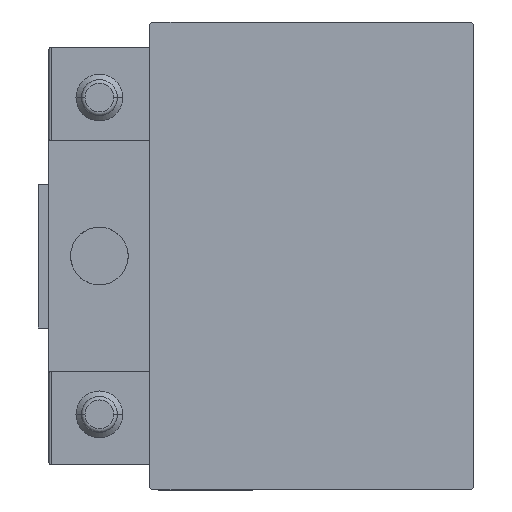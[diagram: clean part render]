
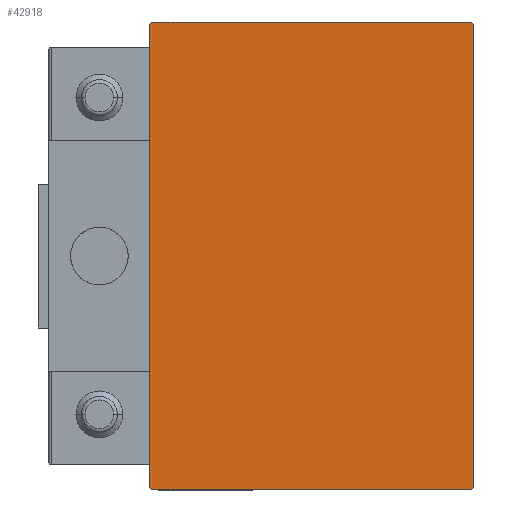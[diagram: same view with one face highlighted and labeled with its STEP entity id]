
A CAD part, left-side view. The second image highlights one B-rep face of the part: STEP entity #42918.
In plain terms, the highlighted face is planar.
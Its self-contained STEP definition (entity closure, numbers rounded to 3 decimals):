
#581 = LINE ( 'NONE', #24174, #43585 ) ;
#747 = CARTESIAN_POINT ( 'NONE',  ( 70., -22.5, 32.5 ) ) ;
#905 = CARTESIAN_POINT ( 'NONE',  ( 70., 22.5, 32.2 ) ) ;
#1315 = LINE ( 'NONE', #27214, #31940 ) ;
#2718 = EDGE_CURVE ( 'NONE', #27700, #7894, #19598, .T. ) ;
#3062 = VERTEX_POINT ( 'NONE', #48699 ) ;
#3370 = ORIENTED_EDGE ( 'NONE', *, *, #9439, .T. ) ;
#4145 = DIRECTION ( 'NONE',  ( 0., 0.707, -0.707 ) ) ;
#4642 = VERTEX_POINT ( 'NONE', #30280 ) ;
#4656 = EDGE_CURVE ( 'NONE', #7894, #28259, #26521, .T. ) ;
#5184 = VECTOR ( 'NONE', #4145, 1000. ) ;
#6199 = VERTEX_POINT ( 'NONE', #15581 ) ;
#7042 = DIRECTION ( 'NONE',  ( 0., 0., 1. ) ) ;
#7894 = VERTEX_POINT ( 'NONE', #31614 ) ;
#7904 = LINE ( 'NONE', #23241, #5184 ) ;
#8025 = CARTESIAN_POINT ( 'NONE',  ( 70., 22.5, -32.5 ) ) ;
#9384 = EDGE_CURVE ( 'NONE', #17394, #27700, #37951, .T. ) ;
#9439 = EDGE_CURVE ( 'NONE', #4642, #6199, #35892, .T. ) ;
#12286 = DIRECTION ( 'NONE',  ( 0., 0., -1. ) ) ;
#12368 = DIRECTION ( 'NONE',  ( 0., -0.707, -0.707 ) ) ;
#14008 = VECTOR ( 'NONE', #42190, 1000. ) ;
#14059 = EDGE_LOOP ( 'NONE', ( #30117, #22905, #40781, #16991, #35429, #38232, #3370, #39912 ) ) ;
#14530 = EDGE_CURVE ( 'NONE', #27404, #17394, #1315, .T. ) ;
#15202 = DIRECTION ( 'NONE',  ( 0., -1., 0. ) ) ;
#15581 = CARTESIAN_POINT ( 'NONE',  ( 70., -22.5, -32.2 ) ) ;
#16561 = FACE_OUTER_BOUND ( 'NONE', #14059, .T. ) ;
#16991 = ORIENTED_EDGE ( 'NONE', *, *, #2718, .T. ) ;
#17394 = VERTEX_POINT ( 'NONE', #18422 ) ;
#18422 = CARTESIAN_POINT ( 'NONE',  ( 70., 22.5, -32.2 ) ) ;
#19598 = LINE ( 'NONE', #31385, #14008 ) ;
#20556 = VECTOR ( 'NONE', #12286, 1000. ) ;
#21472 = LINE ( 'NONE', #36783, #39730 ) ;
#22905 = ORIENTED_EDGE ( 'NONE', *, *, #14530, .T. ) ;
#23241 = CARTESIAN_POINT ( 'NONE',  ( 70., -27.35, -27.35 ) ) ;
#23928 = EDGE_CURVE ( 'NONE', #28259, #4642, #581, .T. ) ;
#24106 = DIRECTION ( 'NONE',  ( 1., 0., 0. ) ) ;
#24174 = CARTESIAN_POINT ( 'NONE',  ( 70., -27.35, 27.35 ) ) ;
#25462 = AXIS2_PLACEMENT_3D ( 'NONE', #31648, #24106, #46966 ) ;
#26521 = LINE ( 'NONE', #49635, #42055 ) ;
#27214 = CARTESIAN_POINT ( 'NONE',  ( 70., 27.35, -27.35 ) ) ;
#27404 = VERTEX_POINT ( 'NONE', #45526 ) ;
#27700 = VERTEX_POINT ( 'NONE', #905 ) ;
#28128 = PLANE ( 'NONE',  #25462 ) ;
#28259 = VERTEX_POINT ( 'NONE', #38739 ) ;
#30117 = ORIENTED_EDGE ( 'NONE', *, *, #35522, .T. ) ;
#30280 = CARTESIAN_POINT ( 'NONE',  ( 70., -22.5, 32.2 ) ) ;
#31385 = CARTESIAN_POINT ( 'NONE',  ( 70., 27.35, 27.35 ) ) ;
#31614 = CARTESIAN_POINT ( 'NONE',  ( 70., 22.2, 32.5 ) ) ;
#31648 = CARTESIAN_POINT ( 'NONE',  ( 70., 0., 0. ) ) ;
#31940 = VECTOR ( 'NONE', #34998, 1000. ) ;
#34419 = EDGE_CURVE ( 'NONE', #6199, #3062, #7904, .T. ) ;
#34998 = DIRECTION ( 'NONE',  ( 0., 0.707, 0.707 ) ) ;
#35429 = ORIENTED_EDGE ( 'NONE', *, *, #4656, .T. ) ;
#35522 = EDGE_CURVE ( 'NONE', #3062, #27404, #21472, .T. ) ;
#35892 = LINE ( 'NONE', #747, #20556 ) ;
#36783 = CARTESIAN_POINT ( 'NONE',  ( 70., -22.5, -32.5 ) ) ;
#37036 = DIRECTION ( 'NONE',  ( 0., 1., 0. ) ) ;
#37951 = LINE ( 'NONE', #8025, #47001 ) ;
#38232 = ORIENTED_EDGE ( 'NONE', *, *, #23928, .T. ) ;
#38739 = CARTESIAN_POINT ( 'NONE',  ( 70., -22.2, 32.5 ) ) ;
#39730 = VECTOR ( 'NONE', #37036, 1000. ) ;
#39912 = ORIENTED_EDGE ( 'NONE', *, *, #34419, .T. ) ;
#40781 = ORIENTED_EDGE ( 'NONE', *, *, #9384, .T. ) ;
#42055 = VECTOR ( 'NONE', #15202, 1000. ) ;
#42190 = DIRECTION ( 'NONE',  ( 0., -0.707, 0.707 ) ) ;
#42918 = ADVANCED_FACE ( 'NONE', ( #16561 ), #28128, .T. ) ;
#43585 = VECTOR ( 'NONE', #12368, 1000. ) ;
#45526 = CARTESIAN_POINT ( 'NONE',  ( 70., 22.2, -32.5 ) ) ;
#46966 = DIRECTION ( 'NONE',  ( 0., 0., -1. ) ) ;
#47001 = VECTOR ( 'NONE', #7042, 1000. ) ;
#48699 = CARTESIAN_POINT ( 'NONE',  ( 70., -22.2, -32.5 ) ) ;
#49635 = CARTESIAN_POINT ( 'NONE',  ( 70., 22.5, 32.5 ) ) ;
